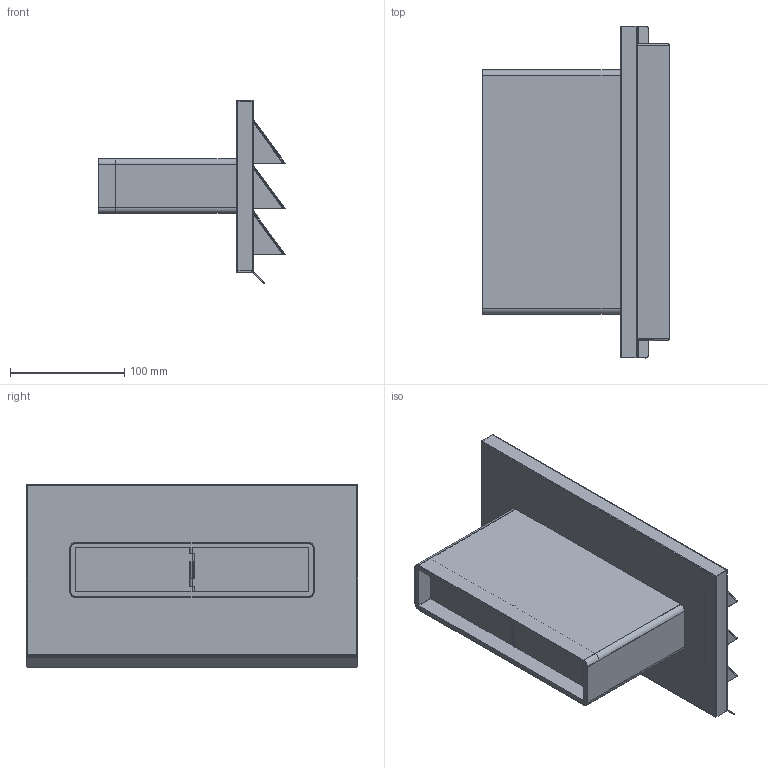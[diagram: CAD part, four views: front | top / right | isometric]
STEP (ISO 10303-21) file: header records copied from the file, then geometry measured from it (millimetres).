
FILE_DESCRIPTION(('STEP AP214'),'1');
FILE_NAME('enjalousie.STP','2023-08-11T12:28:36',(' '),(' '),'Spatial InterOp 3D',' ',' ');
FILE_SCHEMA(('AUTOMOTIVE_DESIGN { 1 0 10303 214 1 1 1 1 }'));
Length unit declared in the file: millimetre
Products named in the file (5): ASSEM1; 4022021_V E-Jal Top Außenjalousie
Assembly tree (5 placements, depth 3):
  4022021_V E-Jal Top Außenjalousie
    (unnamed)
      ASSEM1
      (unnamed)  x2
      (unnamed)
Bounding box: 163 x 290 x 160.57 mm (x, y, z)
Volume: 179373.4 mm3; surface area: 388727.4 mm2
Topology: 4 solids, 5 shells, 201 faces, 537 edges, 344 vertices
Faces by surface type: plane 103, cylinder 98
Entity records: 5492 total; most frequent: DIRECTION 971, CARTESIAN_POINT 931, ORIENTED_EDGE 918, EDGE_CURVE 459, AXIS2_PLACEMENT_3D 332, LINE 307, VECTOR 307, VERTEX_POINT 292
